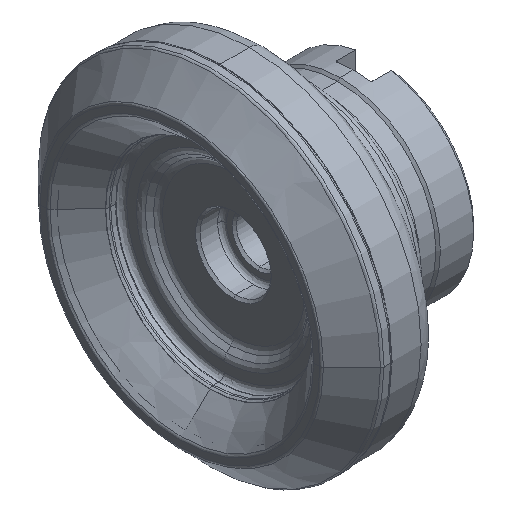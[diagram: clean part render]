
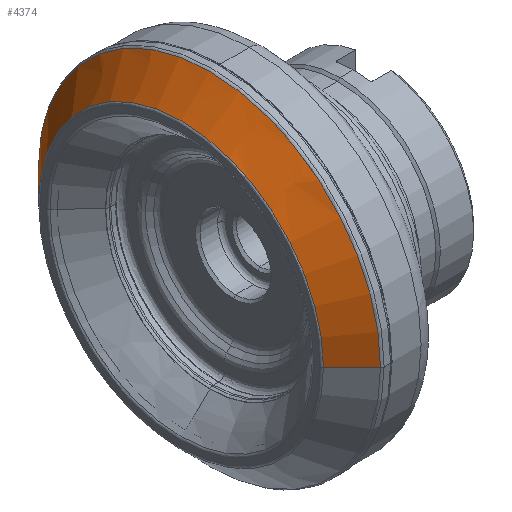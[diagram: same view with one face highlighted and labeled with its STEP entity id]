
A CAD part, isometric view. The second image highlights one B-rep face of the part: STEP entity #4374.
In plain terms, the highlighted free-form (B-spline) face has degree [5, 3] with [6, 4] control points.
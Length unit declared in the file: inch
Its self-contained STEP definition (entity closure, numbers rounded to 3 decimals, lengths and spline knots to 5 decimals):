
#81 = CARTESIAN_POINT ( 'NONE',  ( 0.00937, 1.25884, 0. ) ) ;
#115 = CARTESIAN_POINT ( 'NONE',  ( 0.16195, -1.4087, 0. ) ) ;
#233 = CARTESIAN_POINT ( 'NONE',  ( 0.25971, 1.51251, 0. ) ) ;
#513 = ORIENTED_EDGE ( 'NONE', *, *, #1178, .T. ) ;
#531 = CARTESIAN_POINT ( 'NONE',  ( 0.11191, 1.35792, 2.71584 ) ) ;
#601 = CARTESIAN_POINT ( 'NONE',  ( 0.06115, -1.30783, 0. ) ) ;
#606 = CARTESIAN_POINT ( 'NONE',  ( 0.06115, -1.30783, 0. ) ) ;
#754 = FACE_OUTER_BOUND ( 'NONE', #2532, .T. ) ;
#777 = CARTESIAN_POINT ( 'NONE',  ( 0.00937, 1.25884, 0. ) ) ;
#842 =( BOUNDED_SURFACE ( )  B_SPLINE_SURFACE ( 5, 3, ( 
 ( #233, #4964, #2063, #6048 ),
 ( #4022, #3687, #4212, #6011 ),
 ( #2211, #2722, #4701, #115 ),
 ( #2580, #531, #1582, #2980 ),
 ( #2031, #1701, #5526, #601 ),
 ( #81, #1762, #6192, #5673 ) ),
 .UNSPECIFIED., .F., .F., .T. ) 
 B_SPLINE_SURFACE_WITH_KNOTS ( ( 6, 6 ),
 ( 4, 4 ),
 ( 0., 1. ),
 ( 0., 1. ),
 .UNSPECIFIED. ) 
 GEOMETRIC_REPRESENTATION_ITEM ( )  RATIONAL_B_SPLINE_SURFACE ( (
 ( 1., 0.333, 0.333, 1.),
 ( 1., 0.333, 0.333, 1.),
 ( 1., 0.333, 0.333, 1.),
 ( 1., 0.333, 0.333, 1.),
 ( 1., 0.333, 0.333, 1.),
 ( 1., 0.333, 0.333, 1.) ) ) 
 REPRESENTATION_ITEM ( '' )  SURFACE ( )  );
#980 = CARTESIAN_POINT ( 'NONE',  ( 0.00937, 0., 0. ) ) ;
#1040 = CIRCLE ( 'NONE', #1151, 1.51251 ) ;
#1151 = AXIS2_PLACEMENT_3D ( 'NONE', #4469, #5943, #5000 ) ;
#1178 = EDGE_CURVE ( 'NONE', #1595, #2942, #3163, .T. ) ;
#1180 = B_SPLINE_CURVE_WITH_KNOTS ( 'NONE', 5,
 ( #3637, #3541, #4028, #4510, #606, #4097 ),
 .UNSPECIFIED., .F., .F.,
 ( 6, 6 ),
 ( 0., 1. ),
 .UNSPECIFIED. ) ;
#1222 = CARTESIAN_POINT ( 'NONE',  ( 0.00937, 1.25884, 0. ) ) ;
#1328 = CARTESIAN_POINT ( 'NONE',  ( 0.25971, 1.51251, 0. ) ) ;
#1582 = CARTESIAN_POINT ( 'NONE',  ( 0.11191, -1.35792, 2.71584 ) ) ;
#1595 = VERTEX_POINT ( 'NONE', #1328 ) ;
#1701 = CARTESIAN_POINT ( 'NONE',  ( 0.06115, 1.30783, 2.61567 ) ) ;
#1762 = CARTESIAN_POINT ( 'NONE',  ( 0.00937, 1.25884, 2.51767 ) ) ;
#2031 = CARTESIAN_POINT ( 'NONE',  ( 0.06115, 1.30783, 0. ) ) ;
#2042 = ORIENTED_EDGE ( 'NONE', *, *, #4109, .F. ) ;
#2063 = CARTESIAN_POINT ( 'NONE',  ( 0.25971, -1.51251, 3.02501 ) ) ;
#2211 = CARTESIAN_POINT ( 'NONE',  ( 0.16195, 1.4087, 0. ) ) ;
#2225 = VERTEX_POINT ( 'NONE', #4835 ) ;
#2265 = CARTESIAN_POINT ( 'NONE',  ( 0.21127, 1.4602, 0. ) ) ;
#2532 = EDGE_LOOP ( 'NONE', ( #2042, #5133, #513, #5349 ) ) ;
#2580 = CARTESIAN_POINT ( 'NONE',  ( 0.11191, 1.35792, 0. ) ) ;
#2722 = CARTESIAN_POINT ( 'NONE',  ( 0.16195, 1.4087, 2.8174 ) ) ;
#2887 = AXIS2_PLACEMENT_3D ( 'NONE', #980, #4931, #4528 ) ;
#2942 = VERTEX_POINT ( 'NONE', #1222 ) ;
#2980 = CARTESIAN_POINT ( 'NONE',  ( 0.11191, -1.35792, 0. ) ) ;
#3163 = B_SPLINE_CURVE_WITH_KNOTS ( 'NONE', 5,
 ( #5697, #2265, #4655, #6149, #5213, #777 ),
 .UNSPECIFIED., .F., .F.,
 ( 6, 6 ),
 ( 0., 1. ),
 .UNSPECIFIED. ) ;
#3541 = CARTESIAN_POINT ( 'NONE',  ( 0.21127, -1.4602, 0. ) ) ;
#3637 = CARTESIAN_POINT ( 'NONE',  ( 0.25971, -1.51251, 0. ) ) ;
#3687 = CARTESIAN_POINT ( 'NONE',  ( 0.21127, 1.4602, 2.92041 ) ) ;
#4022 = CARTESIAN_POINT ( 'NONE',  ( 0.21127, 1.4602, 0. ) ) ;
#4028 = CARTESIAN_POINT ( 'NONE',  ( 0.16195, -1.4087, 0. ) ) ;
#4097 = CARTESIAN_POINT ( 'NONE',  ( 0.00937, -1.25884, 0. ) ) ;
#4109 = EDGE_CURVE ( 'NONE', #6058, #2225, #1180, .T. ) ;
#4212 = CARTESIAN_POINT ( 'NONE',  ( 0.21127, -1.4602, 2.92041 ) ) ;
#4374 = ADVANCED_FACE ( 'NONE', ( #754 ), #842, .T. ) ;
#4469 = CARTESIAN_POINT ( 'NONE',  ( 0.25971, 0., 0. ) ) ;
#4510 = CARTESIAN_POINT ( 'NONE',  ( 0.11191, -1.35792, 0. ) ) ;
#4528 = DIRECTION ( 'NONE',  ( 0., 1., 0. ) ) ;
#4655 = CARTESIAN_POINT ( 'NONE',  ( 0.16195, 1.4087, 0. ) ) ;
#4701 = CARTESIAN_POINT ( 'NONE',  ( 0.16195, -1.4087, 2.8174 ) ) ;
#4759 = EDGE_CURVE ( 'NONE', #2942, #2225, #5679, .T. ) ;
#4835 = CARTESIAN_POINT ( 'NONE',  ( 0.00937, -1.25884, 0. ) ) ;
#4931 = DIRECTION ( 'NONE',  ( 1., 0., 0. ) ) ;
#4964 = CARTESIAN_POINT ( 'NONE',  ( 0.25971, 1.51251, 3.02501 ) ) ;
#5000 = DIRECTION ( 'NONE',  ( 0., 1., 0. ) ) ;
#5133 = ORIENTED_EDGE ( 'NONE', *, *, #5389, .T. ) ;
#5213 = CARTESIAN_POINT ( 'NONE',  ( 0.06115, 1.30783, 0. ) ) ;
#5349 = ORIENTED_EDGE ( 'NONE', *, *, #4759, .T. ) ;
#5389 = EDGE_CURVE ( 'NONE', #6058, #1595, #1040, .T. ) ;
#5526 = CARTESIAN_POINT ( 'NONE',  ( 0.06115, -1.30783, 2.61567 ) ) ;
#5673 = CARTESIAN_POINT ( 'NONE',  ( 0.00937, -1.25884, 0. ) ) ;
#5679 = CIRCLE ( 'NONE', #2887, 1.25884 ) ;
#5697 = CARTESIAN_POINT ( 'NONE',  ( 0.25971, 1.51251, 0. ) ) ;
#5943 = DIRECTION ( 'NONE',  ( -1., 0., 0. ) ) ;
#6011 = CARTESIAN_POINT ( 'NONE',  ( 0.21127, -1.4602, 0. ) ) ;
#6048 = CARTESIAN_POINT ( 'NONE',  ( 0.25971, -1.51251, 0. ) ) ;
#6058 = VERTEX_POINT ( 'NONE', #6213 ) ;
#6149 = CARTESIAN_POINT ( 'NONE',  ( 0.11191, 1.35792, 0. ) ) ;
#6192 = CARTESIAN_POINT ( 'NONE',  ( 0.00937, -1.25884, 2.51767 ) ) ;
#6213 = CARTESIAN_POINT ( 'NONE',  ( 0.25971, -1.51251, 0. ) ) ;
